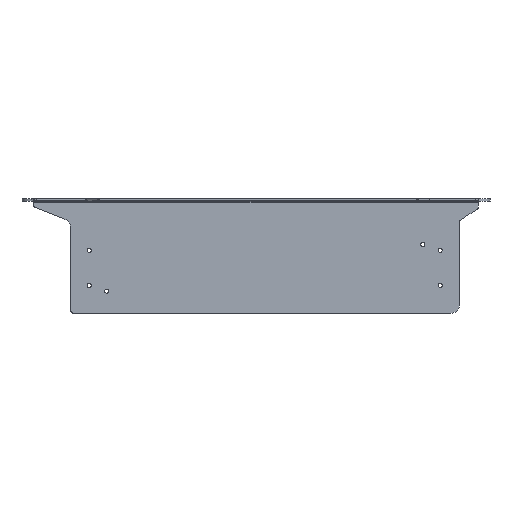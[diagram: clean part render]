
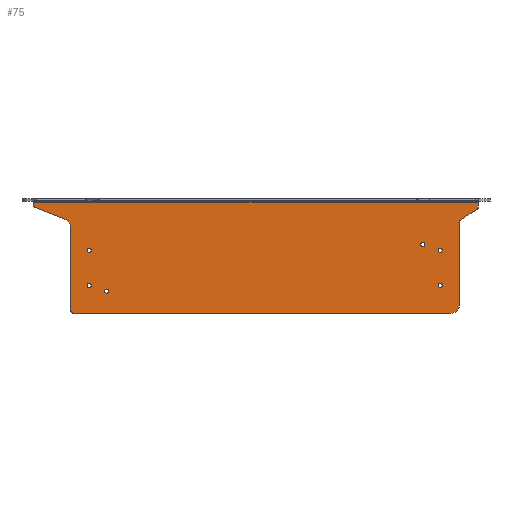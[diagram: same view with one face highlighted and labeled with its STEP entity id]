
A CAD part, top view. The second image highlights one B-rep face of the part: STEP entity #75.
In plain terms, the highlighted planar face has unit normal (0, 0, 1).
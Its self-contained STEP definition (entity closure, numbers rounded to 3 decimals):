
#75=ADVANCED_FACE('',(#172,#173,#174,#175,#176,#177,#178),#179,.T.);
#172=FACE_OUTER_BOUND('',#327,.T.);
#173=FACE_BOUND('',#328,.T.);
#174=FACE_BOUND('',#329,.T.);
#175=FACE_BOUND('',#330,.T.);
#176=FACE_BOUND('',#331,.T.);
#177=FACE_BOUND('',#332,.T.);
#178=FACE_BOUND('',#333,.T.);
#179=PLANE('',#334);
#327=EDGE_LOOP('',(#634,#635,#636,#637,#638,#639,#640,#641,#642,#643,#644,#645,#646,#647,#648));
#328=EDGE_LOOP('',(#649,#650));
#329=EDGE_LOOP('',(#651,#652));
#330=EDGE_LOOP('',(#653,#654));
#331=EDGE_LOOP('',(#655,#656));
#332=EDGE_LOOP('',(#657,#658));
#333=EDGE_LOOP('',(#659,#660));
#334=AXIS2_PLACEMENT_3D('',#661,#662,#663);
#634=ORIENTED_EDGE('',*,*,#1094,.T.);
#635=ORIENTED_EDGE('',*,*,#1127,.F.);
#636=ORIENTED_EDGE('',*,*,#1057,.F.);
#637=ORIENTED_EDGE('',*,*,#1128,.F.);
#638=ORIENTED_EDGE('',*,*,#1129,.F.);
#639=ORIENTED_EDGE('',*,*,#1130,.F.);
#640=ORIENTED_EDGE('',*,*,#1131,.T.);
#641=ORIENTED_EDGE('',*,*,#1132,.T.);
#642=ORIENTED_EDGE('',*,*,#1133,.T.);
#643=ORIENTED_EDGE('',*,*,#1134,.T.);
#644=ORIENTED_EDGE('',*,*,#1135,.T.);
#645=ORIENTED_EDGE('',*,*,#1136,.F.);
#646=ORIENTED_EDGE('',*,*,#1137,.T.);
#647=ORIENTED_EDGE('',*,*,#1138,.T.);
#648=ORIENTED_EDGE('',*,*,#1123,.T.);
#649=ORIENTED_EDGE('',*,*,#1139,.T.);
#650=ORIENTED_EDGE('',*,*,#1053,.T.);
#651=ORIENTED_EDGE('',*,*,#1140,.T.);
#652=ORIENTED_EDGE('',*,*,#1049,.T.);
#653=ORIENTED_EDGE('',*,*,#1141,.T.);
#654=ORIENTED_EDGE('',*,*,#1045,.T.);
#655=ORIENTED_EDGE('',*,*,#1142,.T.);
#656=ORIENTED_EDGE('',*,*,#1021,.T.);
#657=ORIENTED_EDGE('',*,*,#1143,.T.);
#658=ORIENTED_EDGE('',*,*,#1017,.T.);
#659=ORIENTED_EDGE('',*,*,#1144,.T.);
#660=ORIENTED_EDGE('',*,*,#1013,.T.);
#661=CARTESIAN_POINT('',(701.664,595.511,0.0));
#662=DIRECTION('',(0.0,0.0,1.0));
#663=DIRECTION('',(1.0,0.0,0.0));
#1013=EDGE_CURVE('',#1207,#1204,#1208,.T.);
#1017=EDGE_CURVE('',#1215,#1212,#1216,.T.);
#1021=EDGE_CURVE('',#1223,#1220,#1224,.T.);
#1045=EDGE_CURVE('',#1271,#1268,#1272,.T.);
#1049=EDGE_CURVE('',#1279,#1276,#1280,.T.);
#1053=EDGE_CURVE('',#1287,#1284,#1288,.T.);
#1057=EDGE_CURVE('',#1292,#1295,#1296,.T.);
#1094=EDGE_CURVE('',#1369,#1367,#1370,.T.);
#1123=EDGE_CURVE('',#1412,#1369,#1413,.T.);
#1127=EDGE_CURVE('',#1295,#1367,#1418,.T.);
#1128=EDGE_CURVE('',#1419,#1292,#1420,.T.);
#1129=EDGE_CURVE('',#1421,#1419,#1422,.T.);
#1130=EDGE_CURVE('',#1423,#1421,#1424,.T.);
#1131=EDGE_CURVE('',#1423,#1425,#1426,.T.);
#1132=EDGE_CURVE('',#1425,#1427,#1428,.T.);
#1133=EDGE_CURVE('',#1427,#1429,#1430,.T.);
#1134=EDGE_CURVE('',#1429,#1431,#1432,.T.);
#1135=EDGE_CURVE('',#1431,#1433,#1434,.T.);
#1136=EDGE_CURVE('',#1435,#1433,#1436,.T.);
#1137=EDGE_CURVE('',#1435,#1437,#1438,.T.);
#1138=EDGE_CURVE('',#1437,#1412,#1439,.T.);
#1139=EDGE_CURVE('',#1284,#1287,#1440,.T.);
#1140=EDGE_CURVE('',#1276,#1279,#1441,.T.);
#1141=EDGE_CURVE('',#1268,#1271,#1442,.T.);
#1142=EDGE_CURVE('',#1220,#1223,#1443,.T.);
#1143=EDGE_CURVE('',#1212,#1215,#1444,.T.);
#1144=EDGE_CURVE('',#1204,#1207,#1445,.T.);
#1204=VERTEX_POINT('',#1524);
#1207=VERTEX_POINT('',#1528);
#1208=CIRCLE('',#1529,1.75);
#1212=VERTEX_POINT('',#1534);
#1215=VERTEX_POINT('',#1538);
#1216=CIRCLE('',#1539,1.75);
#1220=VERTEX_POINT('',#1544);
#1223=VERTEX_POINT('',#1548);
#1224=CIRCLE('',#1549,1.75);
#1268=VERTEX_POINT('',#1604);
#1271=VERTEX_POINT('',#1608);
#1272=CIRCLE('',#1609,1.75);
#1276=VERTEX_POINT('',#1614);
#1279=VERTEX_POINT('',#1618);
#1280=CIRCLE('',#1619,1.75);
#1284=VERTEX_POINT('',#1624);
#1287=VERTEX_POINT('',#1628);
#1288=CIRCLE('',#1629,1.75);
#1292=VERTEX_POINT('',#1634);
#1295=VERTEX_POINT('',#1638);
#1296=CIRCLE('',#1639,2.);
#1367=VERTEX_POINT('',#1728);
#1369=VERTEX_POINT('',#1730);
#1370=LINE('',#1731,#1732);
#1412=VERTEX_POINT('',#1786);
#1413=LINE('',#1787,#1788);
#1418=LINE('',#1795,#1796);
#1419=VERTEX_POINT('',#1797);
#1420=CIRCLE('',#1798,2.);
#1421=VERTEX_POINT('',#1799);
#1422=LINE('',#1800,#1801);
#1423=VERTEX_POINT('',#1802);
#1424=CIRCLE('',#1803,8.);
#1425=VERTEX_POINT('',#1804);
#1426=LINE('',#1805,#1806);
#1427=VERTEX_POINT('',#1807);
#1428=CIRCLE('',#1808,3.0);
#1429=VERTEX_POINT('',#1809);
#1430=LINE('',#1810,#1811);
#1431=VERTEX_POINT('',#1812);
#1432=CIRCLE('',#1813,7.75);
#1433=VERTEX_POINT('',#1814);
#1434=LINE('',#1815,#1816);
#1435=VERTEX_POINT('',#1817);
#1436=CIRCLE('',#1818,2.0);
#1437=VERTEX_POINT('',#1819);
#1438=LINE('',#1820,#1821);
#1439=CIRCLE('',#1822,2.);
#1440=CIRCLE('',#1823,1.75);
#1441=CIRCLE('',#1824,1.75);
#1442=CIRCLE('',#1825,1.75);
#1443=CIRCLE('',#1826,1.75);
#1444=CIRCLE('',#1827,1.75);
#1445=CIRCLE('',#1828,1.75);
#1524=CARTESIAN_POINT('',(574.188,524.095,0.0));
#1528=CARTESIAN_POINT('',(570.688,524.095,0.0));
#1529=AXIS2_PLACEMENT_3D('',#1941,#1942,#1943);
#1534=CARTESIAN_POINT('',(559.25,529.0,0.0));
#1538=CARTESIAN_POINT('',(555.75,529.0,0.0));
#1539=AXIS2_PLACEMENT_3D('',#1949,#1950,#1951);
#1544=CARTESIAN_POINT('',(559.25,559.0,0.0));
#1548=CARTESIAN_POINT('',(555.75,559.0,0.0));
#1549=AXIS2_PLACEMENT_3D('',#1957,#1958,#1959);
#1604=CARTESIAN_POINT('',(844.25,564.0,0.0));
#1608=CARTESIAN_POINT('',(840.75,564.0,0.0));
#1609=AXIS2_PLACEMENT_3D('',#2005,#2006,#2007);
#1614=CARTESIAN_POINT('',(859.188,559.095,0.0));
#1618=CARTESIAN_POINT('',(855.688,559.095,0.0));
#1619=AXIS2_PLACEMENT_3D('',#2013,#2014,#2015);
#1624=CARTESIAN_POINT('',(859.188,529.095,0.0));
#1628=CARTESIAN_POINT('',(855.688,529.095,0.0));
#1629=AXIS2_PLACEMENT_3D('',#2021,#2022,#2023);
#1634=CARTESIAN_POINT('',(510.347,596.301,0.0));
#1638=CARTESIAN_POINT('',(510.0,597.426,0.0));
#1639=AXIS2_PLACEMENT_3D('',#2029,#2030,#2031);
#1728=CARTESIAN_POINT('',(510.0,600.105,0.0));
#1730=CARTESIAN_POINT('',(890.0,600.105,0.0));
#1731=CARTESIAN_POINT('',(811.239,600.105,0.0));
#1732=VECTOR('',#2104,1.0);
#1786=CARTESIAN_POINT('',(890.0,595.961,0.0));
#1787=CARTESIAN_POINT('',(890.0,595.961,0.0));
#1788=VECTOR('',#2165,1.0);
#1795=CARTESIAN_POINT('',(510.0,597.426,0.0));
#1796=VECTOR('',#2171,1.0);
#1797=CARTESIAN_POINT('',(511.268,595.565,0.0));
#1798=AXIS2_PLACEMENT_3D('',#2172,#2173,#2174);
#1799=CARTESIAN_POINT('',(536.43,585.662,0.0));
#1800=CARTESIAN_POINT('',(536.43,585.662,0.0));
#1801=VECTOR('',#2175,1.0);
#1802=CARTESIAN_POINT('',(541.5,578.218,0.0));
#1803=AXIS2_PLACEMENT_3D('',#2176,#2177,#2178);
#1804=CARTESIAN_POINT('',(541.5,508.09,0.0));
#1805=CARTESIAN_POINT('',(541.5,578.218,0.0));
#1806=VECTOR('',#2179,1.0);
#1807=CARTESIAN_POINT('',(544.5,505.09,0.0));
#1808=AXIS2_PLACEMENT_3D('',#2180,#2181,#2182);
#1809=CARTESIAN_POINT('',(866.25,505.09,0.0));
#1810=CARTESIAN_POINT('',(544.5,505.09,0.0));
#1811=VECTOR('',#2183,1.0);
#1812=CARTESIAN_POINT('',(874.0,512.84,0.0));
#1813=AXIS2_PLACEMENT_3D('',#2184,#2185,#2186);
#1814=CARTESIAN_POINT('',(874.0,583.145,0.0));
#1815=CARTESIAN_POINT('',(874.0,512.84,0.0));
#1816=VECTOR('',#2187,1.0);
#1817=CARTESIAN_POINT('',(874.89,584.809,0.0));
#1818=AXIS2_PLACEMENT_3D('',#2188,#2189,#2190);
#1819=CARTESIAN_POINT('',(889.11,594.298,0.0));
#1820=CARTESIAN_POINT('',(874.89,584.809,0.0));
#1821=VECTOR('',#2191,1.0);
#1822=AXIS2_PLACEMENT_3D('',#2192,#2193,#2194);
#1823=AXIS2_PLACEMENT_3D('',#2195,#2196,#2197);
#1824=AXIS2_PLACEMENT_3D('',#2198,#2199,#2200);
#1825=AXIS2_PLACEMENT_3D('',#2201,#2202,#2203);
#1826=AXIS2_PLACEMENT_3D('',#2204,#2205,#2206);
#1827=AXIS2_PLACEMENT_3D('',#2207,#2208,#2209);
#1828=AXIS2_PLACEMENT_3D('',#2210,#2211,#2212);
#1941=CARTESIAN_POINT('',(572.438,524.095,0.0));
#1942=DIRECTION('',(0.0,0.0,-1.0));
#1943=DIRECTION('',(1.0,0.0,0.0));
#1949=CARTESIAN_POINT('',(557.5,529.0,0.0));
#1950=DIRECTION('',(0.0,0.0,-1.0));
#1951=DIRECTION('',(1.0,0.0,0.0));
#1957=CARTESIAN_POINT('',(557.5,559.0,0.0));
#1958=DIRECTION('',(0.0,0.0,-1.0));
#1959=DIRECTION('',(1.0,0.0,0.0));
#2005=CARTESIAN_POINT('',(842.5,564.0,0.0));
#2006=DIRECTION('',(0.0,0.0,-1.0));
#2007=DIRECTION('',(1.0,0.0,0.0));
#2013=CARTESIAN_POINT('',(857.438,559.095,0.0));
#2014=DIRECTION('',(0.0,0.0,-1.0));
#2015=DIRECTION('',(1.0,0.0,0.0));
#2021=CARTESIAN_POINT('',(857.438,529.095,0.0));
#2022=DIRECTION('',(0.0,0.0,-1.0));
#2023=DIRECTION('',(1.0,0.0,0.0));
#2029=CARTESIAN_POINT('',(512.0,597.426,0.0));
#2030=DIRECTION('',(-0.0,0.0,-1.0));
#2031=DIRECTION('',(-0.827,-0.563,0.0));
#2104=DIRECTION('',(-1.0,0.0,0.0));
#2165=DIRECTION('',(0.,1.0,0.0));
#2171=DIRECTION('',(0.0,1.0,0.0));
#2172=CARTESIAN_POINT('',(512.0,597.426,0.0));
#2173=DIRECTION('',(-0.0,0.0,-1.0));
#2174=DIRECTION('',(-0.827,-0.563,0.0));
#2175=DIRECTION('',(-0.931,0.366,0.0));
#2176=CARTESIAN_POINT('',(533.5,578.218,0.0));
#2177=DIRECTION('',(0.0,0.0,1.0));
#2178=DIRECTION('',(1.0,0.0,0.0));
#2179=DIRECTION('',(0.,-1.0,0.0));
#2180=CARTESIAN_POINT('',(544.5,508.09,0.0));
#2181=DIRECTION('',(0.0,0.0,1.0));
#2182=DIRECTION('',(1.0,0.0,0.0));
#2183=DIRECTION('',(1.0,0.,0.0));
#2184=CARTESIAN_POINT('',(866.25,512.84,0.0));
#2185=DIRECTION('',(0.0,0.0,1.0));
#2186=DIRECTION('',(1.0,0.0,0.0));
#2187=DIRECTION('',(0.0,1.0,0.0));
#2188=CARTESIAN_POINT('',(876.0,583.145,0.0));
#2189=DIRECTION('',(0.0,0.0,1.0));
#2190=DIRECTION('',(1.0,0.0,0.0));
#2191=DIRECTION('',(0.832,0.555,0.0));
#2192=CARTESIAN_POINT('',(888.0,595.961,0.0));
#2193=DIRECTION('',(0.0,0.0,1.0));
#2194=DIRECTION('',(1.0,0.0,0.0));
#2195=CARTESIAN_POINT('',(857.438,529.095,0.0));
#2196=DIRECTION('',(0.0,0.0,-1.0));
#2197=DIRECTION('',(1.0,0.0,0.0));
#2198=CARTESIAN_POINT('',(857.438,559.095,0.0));
#2199=DIRECTION('',(0.0,0.0,-1.0));
#2200=DIRECTION('',(1.0,0.0,0.0));
#2201=CARTESIAN_POINT('',(842.5,564.0,0.0));
#2202=DIRECTION('',(0.0,0.0,-1.0));
#2203=DIRECTION('',(1.0,0.0,0.0));
#2204=CARTESIAN_POINT('',(557.5,559.0,0.0));
#2205=DIRECTION('',(0.0,0.0,-1.0));
#2206=DIRECTION('',(1.0,0.0,0.0));
#2207=CARTESIAN_POINT('',(557.5,529.0,0.0));
#2208=DIRECTION('',(0.0,0.0,-1.0));
#2209=DIRECTION('',(1.0,0.0,0.0));
#2210=CARTESIAN_POINT('',(572.438,524.095,0.0));
#2211=DIRECTION('',(0.0,0.0,-1.0));
#2212=DIRECTION('',(1.0,0.0,0.0));
